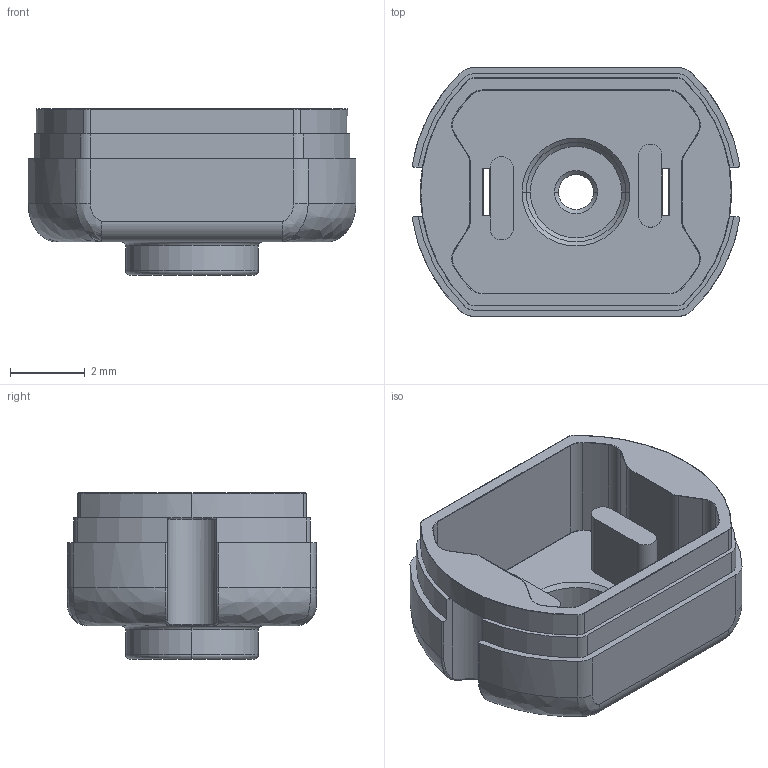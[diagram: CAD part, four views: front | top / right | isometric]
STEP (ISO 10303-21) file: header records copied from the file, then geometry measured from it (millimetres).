
FILE_DESCRIPTION (( 'STEP AP214' ), '1' );
FILE_NAME ('Part_2-Cover.STEP', '2024-01-17T00:46:31', ( '' ), ( '' ), 'SwSTEP 2.0', 'SolidWorks 2022', '' );
FILE_SCHEMA (( 'AUTOMOTIVE_DESIGN' ));
Length unit declared in the file: millimetre
Products named in the file (1): Part_2-Cover
Bounding box: 8.78 x 6.67 x 4.45 mm (x, y, z)
Volume: 83.6 mm3; surface area: 302.1 mm2
Topology: 1 solids, 1 shells, 211 faces, 507 edges, 301 vertices
Faces by surface type: cylinder 92, torus 54, plane 43, bspline 16, cone 6
Entity records: 6960 total; most frequent: CARTESIAN_POINT 2030, DIRECTION 1084, ORIENTED_EDGE 1014, EDGE_CURVE 507, AXIS2_PLACEMENT_3D 443, VERTEX_POINT 301, CIRCLE 247, EDGE_LOOP 220
